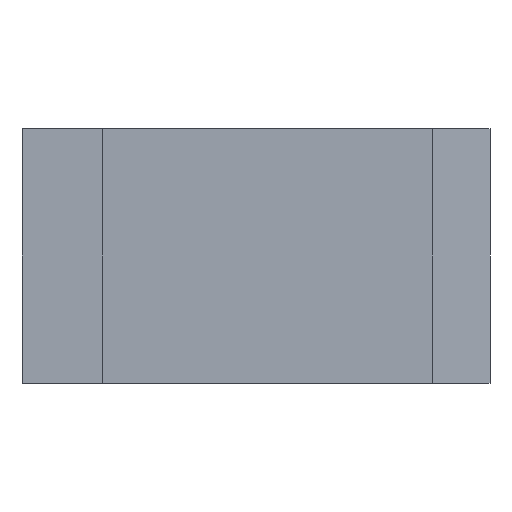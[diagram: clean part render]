
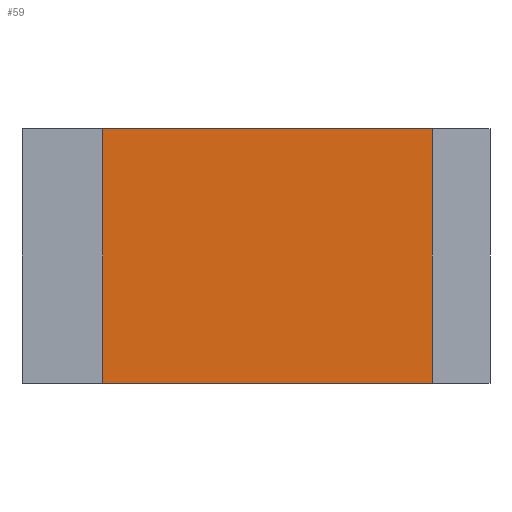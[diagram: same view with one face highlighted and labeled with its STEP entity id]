
A CAD part, left-side view. The second image highlights one B-rep face of the part: STEP entity #59.
In plain terms, the highlighted planar face has unit normal (-1, 0, 0).
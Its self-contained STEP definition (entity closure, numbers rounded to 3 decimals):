
#59 = ADVANCED_FACE( '', ( #122 ), #123, .F. );
#122 = FACE_OUTER_BOUND( '', #183, .T. );
#123 = PLANE( '', #184 );
#183 = EDGE_LOOP( '', ( #294, #295, #296, #297 ) );
#184 = AXIS2_PLACEMENT_3D( '', #298, #299, #300 );
#294 = ORIENTED_EDGE( '', *, *, #346, .T. );
#295 = ORIENTED_EDGE( '', *, *, #354, .F. );
#296 = ORIENTED_EDGE( '', *, *, #375, .F. );
#297 = ORIENTED_EDGE( '', *, *, #356, .T. );
#298 = CARTESIAN_POINT( '', ( -17., 33.5, 22. ) );
#299 = DIRECTION( '', ( 1., 0., 0. ) );
#300 = DIRECTION( '', ( 0., 0., -1. ) );
#346 = EDGE_CURVE( '', #408, #406, #409, .T. );
#354 = EDGE_CURVE( '', #419, #406, #421, .T. );
#356 = EDGE_CURVE( '', #423, #408, #424, .T. );
#375 = EDGE_CURVE( '', #423, #419, #451, .T. );
#406 = VERTEX_POINT( '', #492 );
#408 = VERTEX_POINT( '', #495 );
#409 = LINE( '', #496, #497 );
#419 = VERTEX_POINT( '', #510 );
#421 = LINE( '', #513, #514 );
#423 = VERTEX_POINT( '', #516 );
#424 = LINE( '', #517, #518 );
#451 = LINE( '', #555, #556 );
#492 = CARTESIAN_POINT( '', ( -17., 5., 0. ) );
#495 = CARTESIAN_POINT( '', ( -17., 33.5, 0. ) );
#496 = CARTESIAN_POINT( '', ( -17., 33.5, 0. ) );
#497 = VECTOR( '', #581, 1000. );
#510 = CARTESIAN_POINT( '', ( -17., 5., 22. ) );
#513 = CARTESIAN_POINT( '', ( -17., 5., 22. ) );
#514 = VECTOR( '', #589, 1000. );
#516 = CARTESIAN_POINT( '', ( -17., 33.5, 22. ) );
#517 = CARTESIAN_POINT( '', ( -17., 33.5, 22. ) );
#518 = VECTOR( '', #590, 1000. );
#555 = CARTESIAN_POINT( '', ( -17., 33.5, 22. ) );
#556 = VECTOR( '', #610, 1000. );
#581 = DIRECTION( '', ( 0., -1., 0. ) );
#589 = DIRECTION( '', ( 0., 0., -1. ) );
#590 = DIRECTION( '', ( 0., 0., -1. ) );
#610 = DIRECTION( '', ( 0., -1., 0. ) );
